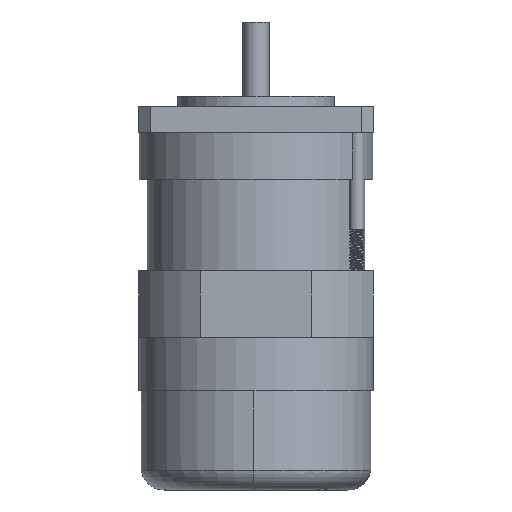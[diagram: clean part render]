
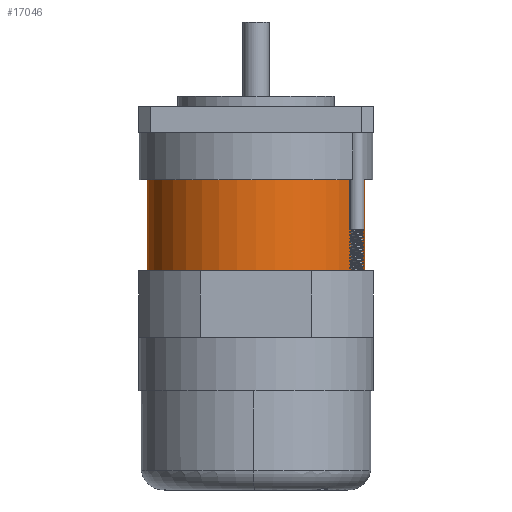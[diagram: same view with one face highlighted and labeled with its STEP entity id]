
A CAD part, front view. The second image highlights one B-rep face of the part: STEP entity #17046.
In plain terms, the highlighted cylindrical face has radius 26.5 mm (diameter 53 mm), a partial arc.
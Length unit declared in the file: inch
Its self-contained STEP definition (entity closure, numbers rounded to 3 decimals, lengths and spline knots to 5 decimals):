
#748 = DIRECTION ( 'NONE',  ( 1., 0., 0. ) ) ;
#808 = CARTESIAN_POINT ( 'NONE',  ( -1.04331, 0., -0.69882 ) ) ;
#1587 = DIRECTION ( 'NONE',  ( 0., 0., 1. ) ) ;
#1876 = ORIENTED_EDGE ( 'NONE', *, *, #30195, .T. ) ;
#3637 = CARTESIAN_POINT ( 'NONE',  ( 1.04331, 0., -1.57283 ) ) ;
#5267 = CARTESIAN_POINT ( 'NONE',  ( -1.04331, 0., -1.57283 ) ) ;
#6287 = CYLINDRICAL_SURFACE ( 'NONE', #32639, 1.04331 ) ;
#6631 = CIRCLE ( 'NONE', #16615, 1.04331 ) ;
#6717 = EDGE_CURVE ( 'NONE', #36008, #15076, #6631, .T. ) ;
#7197 = VERTEX_POINT ( 'NONE', #808 ) ;
#8211 = CIRCLE ( 'NONE', #30617, 1.04331 ) ;
#8270 = EDGE_CURVE ( 'NONE', #15076, #7197, #10669, .T. ) ;
#8871 = CARTESIAN_POINT ( 'NONE',  ( 0., 0., -1.57283 ) ) ;
#10669 = LINE ( 'NONE', #21944, #23811 ) ;
#11088 = DIRECTION ( 'NONE',  ( -1., 0., 0. ) ) ;
#12034 = ORIENTED_EDGE ( 'NONE', *, *, #6717, .F. ) ;
#13684 = CARTESIAN_POINT ( 'NONE',  ( 0., 0., -0.69882 ) ) ;
#13875 = CARTESIAN_POINT ( 'NONE',  ( 1.04331, 0., -1.57283 ) ) ;
#14403 = DIRECTION ( 'NONE',  ( 0., 0., -1. ) ) ;
#15076 = VERTEX_POINT ( 'NONE', #5267 ) ;
#16416 = ORIENTED_EDGE ( 'NONE', *, *, #26166, .T. ) ;
#16615 = AXIS2_PLACEMENT_3D ( 'NONE', #18829, #19188, #19548 ) ;
#17046 = ADVANCED_FACE ( 'NONE', ( #28783 ), #6287, .T. ) ;
#18203 = LINE ( 'NONE', #3637, #24662 ) ;
#18829 = CARTESIAN_POINT ( 'NONE',  ( 0., 0., -1.57283 ) ) ;
#19188 = DIRECTION ( 'NONE',  ( 0., 0., -1. ) ) ;
#19548 = DIRECTION ( 'NONE',  ( -1., 0., 0. ) ) ;
#21944 = CARTESIAN_POINT ( 'NONE',  ( -1.04331, 0., -1.57283 ) ) ;
#22532 = ORIENTED_EDGE ( 'NONE', *, *, #8270, .F. ) ;
#22896 = DIRECTION ( 'NONE',  ( 0., 0., 1. ) ) ;
#23811 = VECTOR ( 'NONE', #32635, 39.37008 ) ;
#24662 = VECTOR ( 'NONE', #1587, 39.37008 ) ;
#24742 = VERTEX_POINT ( 'NONE', #34276 ) ;
#26166 = EDGE_CURVE ( 'NONE', #24742, #7197, #8211, .T. ) ;
#27744 = EDGE_LOOP ( 'NONE', ( #22532, #12034, #1876, #16416 ) ) ;
#28783 = FACE_OUTER_BOUND ( 'NONE', #27744, .T. ) ;
#30195 = EDGE_CURVE ( 'NONE', #36008, #24742, #18203, .T. ) ;
#30617 = AXIS2_PLACEMENT_3D ( 'NONE', #13684, #14403, #11088 ) ;
#32635 = DIRECTION ( 'NONE',  ( 0., 0., 1. ) ) ;
#32639 = AXIS2_PLACEMENT_3D ( 'NONE', #8871, #22896, #748 ) ;
#34276 = CARTESIAN_POINT ( 'NONE',  ( 1.04331, 0., -0.69882 ) ) ;
#36008 = VERTEX_POINT ( 'NONE', #13875 ) ;
